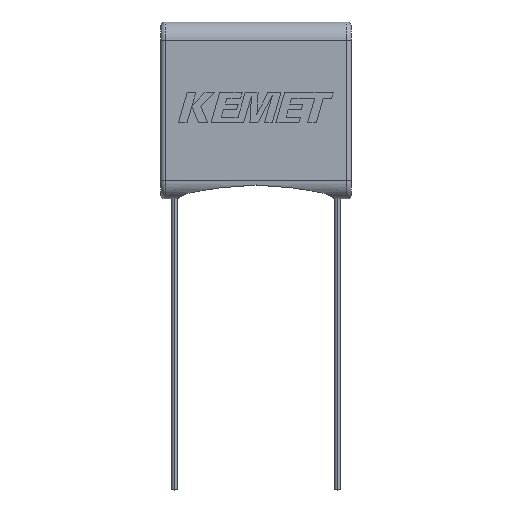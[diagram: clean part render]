
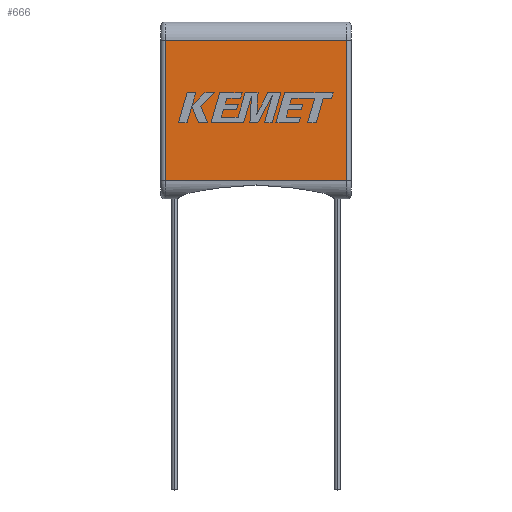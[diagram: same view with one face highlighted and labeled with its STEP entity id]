
A CAD part, top view. The second image highlights one B-rep face of the part: STEP entity #666.
In plain terms, the highlighted planar face has unit normal (0, 0, 1).
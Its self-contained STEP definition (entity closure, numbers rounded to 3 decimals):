
#105 = CARTESIAN_POINT ( 'NONE',  ( 0., 2., 5.08 ) ) ;
#211 = VECTOR ( 'NONE', #497, 1000. ) ;
#360 = CARTESIAN_POINT ( 'NONE',  ( 20.33, 17.3, 5.08 ) ) ;
#390 = EDGE_CURVE ( 'NONE', #689, #1536, #3207, .T. ) ;
#497 = DIRECTION ( 'NONE',  ( 1., 0., 0. ) ) ;
#608 = CARTESIAN_POINT ( 'NONE',  ( 20.33, 2., 5.08 ) ) ;
#666 = ADVANCED_FACE ( 'NONE', ( #3122 ), #2819, .F. ) ;
#689 = VERTEX_POINT ( 'NONE', #608 ) ;
#905 = DIRECTION ( 'NONE',  ( -1., 0., 0. ) ) ;
#974 = DIRECTION ( 'NONE',  ( -1., 0., 0. ) ) ;
#1138 = AXIS2_PLACEMENT_3D ( 'NONE', #4158, #1568, #905 ) ;
#1484 = VECTOR ( 'NONE', #3481, 1000. ) ;
#1536 = VERTEX_POINT ( 'NONE', #360 ) ;
#1568 = DIRECTION ( 'NONE',  ( 0., 0., -1. ) ) ;
#1639 = DIRECTION ( 'NONE',  ( 0., -1., 0. ) ) ;
#1701 = VECTOR ( 'NONE', #974, 1000. ) ;
#1714 = EDGE_CURVE ( 'NONE', #1536, #3435, #2602, .T. ) ;
#1723 = CARTESIAN_POINT ( 'NONE',  ( 0.5, 0., 5.08 ) ) ;
#1792 = VERTEX_POINT ( 'NONE', #2085 ) ;
#1894 = EDGE_CURVE ( 'NONE', #3435, #1792, #1962, .T. ) ;
#1937 = ORIENTED_EDGE ( 'NONE', *, *, #1714, .T. ) ;
#1959 = EDGE_LOOP ( 'NONE', ( #2698, #2208, #1937, #2264 ) ) ;
#1962 = LINE ( 'NONE', #1723, #2948 ) ;
#2085 = CARTESIAN_POINT ( 'NONE',  ( 0.5, 2., 5.08 ) ) ;
#2208 = ORIENTED_EDGE ( 'NONE', *, *, #390, .T. ) ;
#2264 = ORIENTED_EDGE ( 'NONE', *, *, #1894, .T. ) ;
#2602 = LINE ( 'NONE', #3275, #1701 ) ;
#2630 = EDGE_CURVE ( 'NONE', #1792, #689, #3743, .T. ) ;
#2698 = ORIENTED_EDGE ( 'NONE', *, *, #2630, .T. ) ;
#2819 = PLANE ( 'NONE',  #1138 ) ;
#2948 = VECTOR ( 'NONE', #1639, 1000. ) ;
#3119 = CARTESIAN_POINT ( 'NONE',  ( 20.33, 0., 5.08 ) ) ;
#3122 = FACE_OUTER_BOUND ( 'NONE', #1959, .T. ) ;
#3207 = LINE ( 'NONE', #3119, #1484 ) ;
#3275 = CARTESIAN_POINT ( 'NONE',  ( 0., 17.3, 5.08 ) ) ;
#3435 = VERTEX_POINT ( 'NONE', #3727 ) ;
#3481 = DIRECTION ( 'NONE',  ( 0., 1., 0. ) ) ;
#3727 = CARTESIAN_POINT ( 'NONE',  ( 0.5, 17.3, 5.08 ) ) ;
#3743 = LINE ( 'NONE', #105, #211 ) ;
#4158 = CARTESIAN_POINT ( 'NONE',  ( 0., 0., 5.08 ) ) ;
